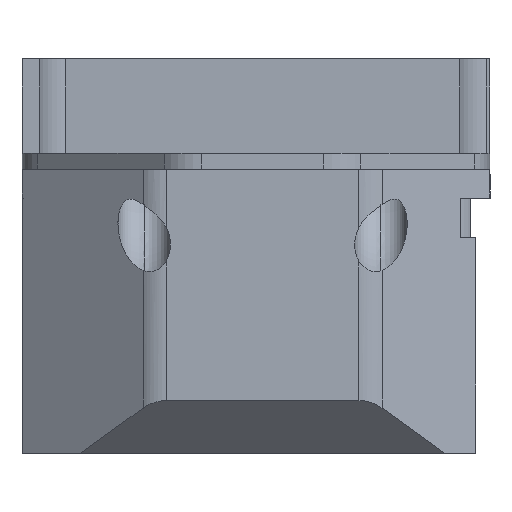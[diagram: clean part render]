
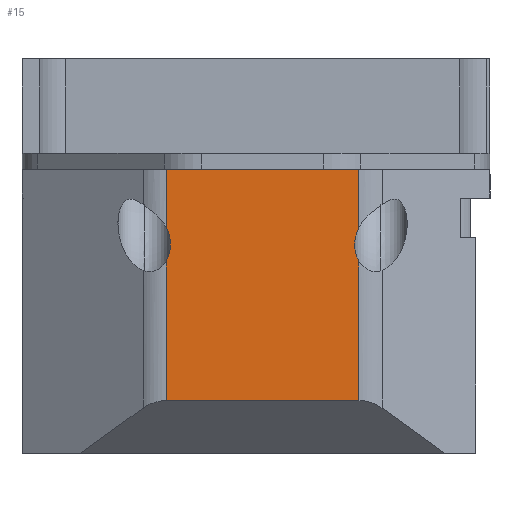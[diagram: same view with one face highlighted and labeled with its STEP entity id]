
A CAD part, front view. The second image highlights one B-rep face of the part: STEP entity #15.
In plain terms, the highlighted planar face has unit normal (0, -1, 0).
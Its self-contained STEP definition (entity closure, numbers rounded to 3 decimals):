
#5 = ORIENTED_EDGE ( 'NONE', *, *, #1566, .F. ) ;
#10 = ORIENTED_EDGE ( 'NONE', *, *, #620, .F. ) ;
#15 = ADVANCED_FACE ( 'NONE', ( #1231 ), #985, .T. ) ;
#48 = EDGE_LOOP ( 'NONE', ( #5, #1506, #10, #188, #263, #287, #500, #894 ) ) ;
#84 = EDGE_CURVE ( 'NONE', #137, #1612, #660, .T. ) ;
#87 = DIRECTION ( 'NONE',  ( 1., 0., 0. ) ) ;
#103 = EDGE_CURVE ( 'NONE', #482, #1612, #814, .T. ) ;
#137 = VERTEX_POINT ( 'NONE', #1452 ) ;
#159 = VERTEX_POINT ( 'NONE', #1301 ) ;
#188 = ORIENTED_EDGE ( 'NONE', *, *, #84, .T. ) ;
#189 = CARTESIAN_POINT ( 'NONE',  ( 1.749, 0., -0.036 ) ) ;
#198 = CARTESIAN_POINT ( 'NONE',  ( 1.751, 0., 0.185 ) ) ;
#200 = DIRECTION ( 'NONE',  ( 1., 0., 0. ) ) ;
#263 = ORIENTED_EDGE ( 'NONE', *, *, #103, .F. ) ;
#273 = CARTESIAN_POINT ( 'NONE',  ( 1.833, 0., 0.396 ) ) ;
#284 = DIRECTION ( 'NONE',  ( 0., 0., -1. ) ) ;
#287 = ORIENTED_EDGE ( 'NONE', *, *, #1387, .T. ) ;
#312 = VECTOR ( 'NONE', #821, 1000. ) ;
#317 = CARTESIAN_POINT ( 'NONE',  ( 0., 0., -2.9 ) ) ;
#321 = CARTESIAN_POINT ( 'NONE',  ( -1.833, 0., 0.64 ) ) ;
#326 = CARTESIAN_POINT ( 'NONE',  ( -1.833, 0., -2.9 ) ) ;
#354 = VECTOR ( 'NONE', #813, 1000. ) ;
#358 = DIRECTION ( 'NONE',  ( 0., 0., -1. ) ) ;
#433 = LINE ( 'NONE', #326, #312 ) ;
#439 = CARTESIAN_POINT ( 'NONE',  ( -1.833, 0., 0.396 ) ) ;
#455 = LINE ( 'NONE', #317, #545 ) ;
#464 = CARTESIAN_POINT ( 'NONE',  ( 1.833, 0., -0.245 ) ) ;
#482 = VERTEX_POINT ( 'NONE', #493 ) ;
#493 = CARTESIAN_POINT ( 'NONE',  ( -1.833, 0., -0.245 ) ) ;
#500 = ORIENTED_EDGE ( 'NONE', *, *, #1395, .T. ) ;
#543 = B_SPLINE_CURVE_WITH_KNOTS ( 'NONE', 3,
 ( #799, #809, #198, #189, #1582, #464 ),
 .UNSPECIFIED., .F., .F.,
 ( 4, 2, 4 ),
 ( 0.003, 0.003, 0.003 ),
 .UNSPECIFIED. ) ;
#545 = VECTOR ( 'NONE', #200, 1000. ) ;
#554 = CARTESIAN_POINT ( 'NONE',  ( -1.749, 0., -0.036 ) ) ;
#578 = VERTEX_POINT ( 'NONE', #1184 ) ;
#620 = EDGE_CURVE ( 'NONE', #137, #578, #1593, .T. ) ;
#646 = AXIS2_PLACEMENT_3D ( 'NONE', #971, #1491, #358 ) ;
#660 = LINE ( 'NONE', #321, #672 ) ;
#668 = CARTESIAN_POINT ( 'NONE',  ( -1.833, 0., -0.245 ) ) ;
#672 = VECTOR ( 'NONE', #284, 1000. ) ;
#684 = CARTESIAN_POINT ( 'NONE',  ( 1.833, 0., 0. ) ) ;
#799 = CARTESIAN_POINT ( 'NONE',  ( 1.833, 0., 0.396 ) ) ;
#803 = CARTESIAN_POINT ( 'NONE',  ( 1.833, 0., -0.245 ) ) ;
#809 = CARTESIAN_POINT ( 'NONE',  ( 1.78, 0., 0.297 ) ) ;
#813 = DIRECTION ( 'NONE',  ( 0., 0., 1. ) ) ;
#814 = B_SPLINE_CURVE_WITH_KNOTS ( 'NONE', 3,
 ( #668, #816, #554, #1062, #1569, #439 ),
 .UNSPECIFIED., .F., .F.,
 ( 4, 2, 4 ),
 ( 0.001, 0.001, 0.001 ),
 .UNSPECIFIED. ) ;
#816 = CARTESIAN_POINT ( 'NONE',  ( -1.776, 0., -0.149 ) ) ;
#821 = DIRECTION ( 'NONE',  ( 0., 0., -1. ) ) ;
#837 = VECTOR ( 'NONE', #1626, 1000. ) ;
#864 = LINE ( 'NONE', #1254, #837 ) ;
#894 = ORIENTED_EDGE ( 'NONE', *, *, #1533, .T. ) ;
#919 = VECTOR ( 'NONE', #87, 1000. ) ;
#949 = EDGE_CURVE ( 'NONE', #1625, #578, #1450, .T. ) ;
#960 = VERTEX_POINT ( 'NONE', #803 ) ;
#971 = CARTESIAN_POINT ( 'NONE',  ( 0., 0., 0. ) ) ;
#985 = PLANE ( 'NONE',  #646 ) ;
#1062 = CARTESIAN_POINT ( 'NONE',  ( -1.751, 0., 0.186 ) ) ;
#1083 = CARTESIAN_POINT ( 'NONE',  ( -1.833, 0., 1.5 ) ) ;
#1184 = CARTESIAN_POINT ( 'NONE',  ( 1.833, 0., 1.5 ) ) ;
#1231 = FACE_OUTER_BOUND ( 'NONE', #48, .T. ) ;
#1254 = CARTESIAN_POINT ( 'NONE',  ( 1.833, 0., 0. ) ) ;
#1284 = CARTESIAN_POINT ( 'NONE',  ( -1.833, 0., 0.396 ) ) ;
#1301 = CARTESIAN_POINT ( 'NONE',  ( 1.833, 0., -2.9 ) ) ;
#1374 = CARTESIAN_POINT ( 'NONE',  ( -1.833, 0., -2.9 ) ) ;
#1387 = EDGE_CURVE ( 'NONE', #482, #1536, #433, .T. ) ;
#1395 = EDGE_CURVE ( 'NONE', #1536, #159, #455, .T. ) ;
#1450 = LINE ( 'NONE', #684, #354 ) ;
#1452 = CARTESIAN_POINT ( 'NONE',  ( -1.833, 0., 1.5 ) ) ;
#1491 = DIRECTION ( 'NONE',  ( 0., -1., 0. ) ) ;
#1506 = ORIENTED_EDGE ( 'NONE', *, *, #949, .T. ) ;
#1533 = EDGE_CURVE ( 'NONE', #159, #960, #864, .T. ) ;
#1536 = VERTEX_POINT ( 'NONE', #1374 ) ;
#1566 = EDGE_CURVE ( 'NONE', #1625, #960, #543, .T. ) ;
#1569 = CARTESIAN_POINT ( 'NONE',  ( -1.78, 0., 0.297 ) ) ;
#1582 = CARTESIAN_POINT ( 'NONE',  ( 1.776, 0., -0.148 ) ) ;
#1593 = LINE ( 'NONE', #1083, #919 ) ;
#1612 = VERTEX_POINT ( 'NONE', #1284 ) ;
#1625 = VERTEX_POINT ( 'NONE', #273 ) ;
#1626 = DIRECTION ( 'NONE',  ( 0., 0., 1. ) ) ;
